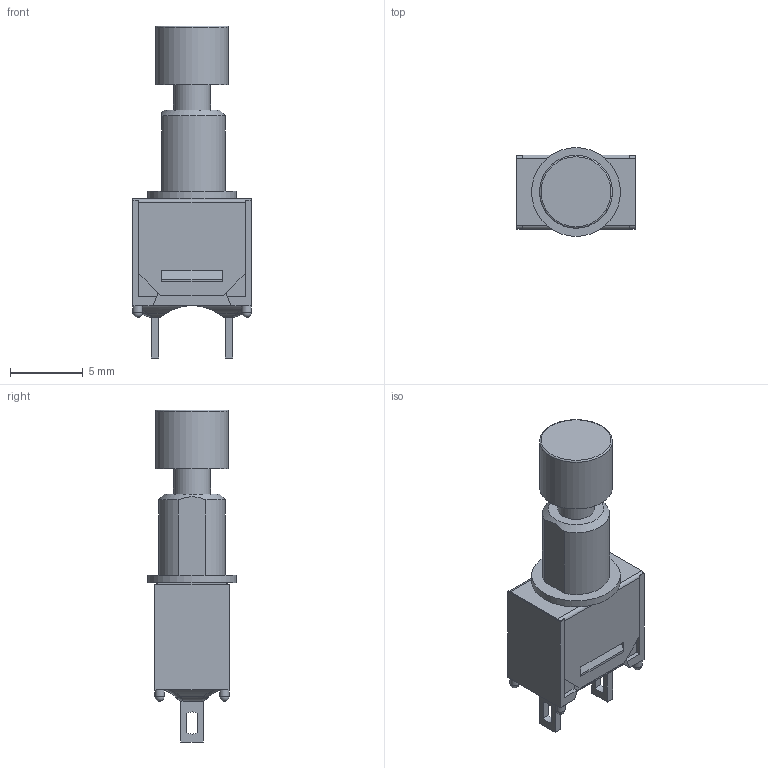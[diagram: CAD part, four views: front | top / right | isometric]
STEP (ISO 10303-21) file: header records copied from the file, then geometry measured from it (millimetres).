
FILE_DESCRIPTION((''),'2;1');
FILE_NAME('800SP9B5M1xEHC1xxx.stp','2017-07-21T15:37:37',('mroman'),(''),'Autodesk Inventor 2012','Autodesk Inventor 2012','');
FILE_SCHEMA(('CONFIG_CONTROL_DESIGN'));
Length unit declared in the file: inch
Products named in the file (1): 800SP9B5M1xEHC1xxx
Bounding box: 8.13 x 6.1 x 22.79 mm (x, y, z)
Volume: 326.2 mm3; surface area: 1185.7 mm2
Topology: 6 solids, 6 shells, 185 faces, 476 edges, 302 vertices
Faces by surface type: plane 121, cylinder 45, bspline 12, sphere 4, cone 2, torus 1
Full cylindrical faces by diameter (mm): 0.65 x4, 2.54 x2, 5 x1, 6.1 x1
Entity records: 6624 total; most frequent: CARTESIAN_POINT 2025, ORIENTED_EDGE 904, DIRECTION 850, EDGE_CURVE 452, VECTOR 312, LINE 312, VERTEX_POINT 293, AXIS2_PLACEMENT_3D 269
